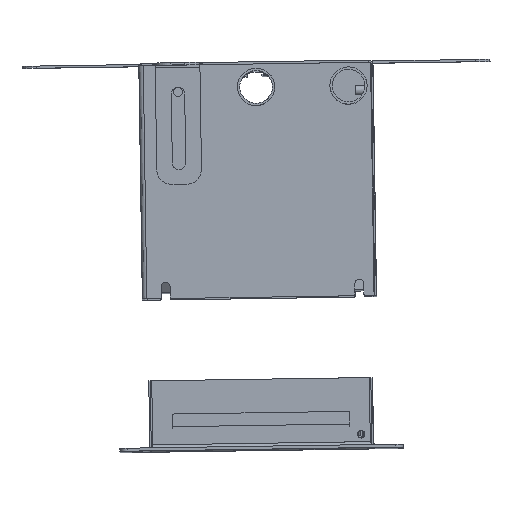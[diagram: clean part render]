
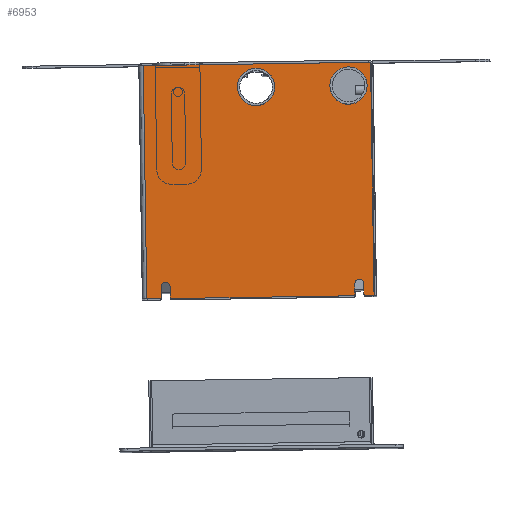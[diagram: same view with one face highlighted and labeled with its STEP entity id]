
A CAD part, top view. The second image highlights one B-rep face of the part: STEP entity #6953.
In plain terms, the highlighted face is planar.
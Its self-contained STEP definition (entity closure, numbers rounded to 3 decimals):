
#178=FACE_BOUND('',#1187,.T.);
#179=FACE_BOUND('',#1188,.T.);
#444=CIRCLE('',#7873,1.5);
#446=CIRCLE('',#7877,1.);
#447=CIRCLE('',#7878,3.);
#448=CIRCLE('',#7879,1.);
#449=CIRCLE('',#7880,1.);
#450=CIRCLE('',#7881,3.);
#451=CIRCLE('',#7882,1.);
#452=CIRCLE('',#7883,11.);
#453=CIRCLE('',#7884,11.);
#761=FACE_OUTER_BOUND('',#1186,.T.);
#1186=EDGE_LOOP('',(#5141,#5142,#5143,#5144,#5145,#5146,#5147,#5148,#5149,
#5150,#5151,#5152,#5153,#5154,#5155,#5156,#5157));
#1187=EDGE_LOOP('',(#5158));
#1188=EDGE_LOOP('',(#5159));
#1710=LINE('',#11245,#2418);
#1713=LINE('',#11251,#2421);
#1714=LINE('',#11253,#2422);
#1715=LINE('',#11255,#2423);
#1716=LINE('',#11259,#2424);
#1717=LINE('',#11263,#2425);
#1718=LINE('',#11267,#2426);
#1719=LINE('',#11271,#2427);
#1720=LINE('',#11275,#2428);
#1721=LINE('',#11278,#2429);
#2418=VECTOR('',#9031,10.);
#2421=VECTOR('',#9036,10.);
#2422=VECTOR('',#9037,10.);
#2423=VECTOR('',#9038,1.912);
#2424=VECTOR('',#9041,10.);
#2425=VECTOR('',#9044,10.);
#2426=VECTOR('',#9047,1.912);
#2427=VECTOR('',#9050,10.);
#2428=VECTOR('',#9053,10.);
#2429=VECTOR('',#9056,1.912);
#3120=VERTEX_POINT('',#11235);
#3121=VERTEX_POINT('',#11236);
#3124=VERTEX_POINT('',#11244);
#3126=VERTEX_POINT('',#11250);
#3127=VERTEX_POINT('',#11252);
#3128=VERTEX_POINT('',#11254);
#3129=VERTEX_POINT('',#11256);
#3130=VERTEX_POINT('',#11258);
#3131=VERTEX_POINT('',#11260);
#3132=VERTEX_POINT('',#11262);
#3133=VERTEX_POINT('',#11264);
#3134=VERTEX_POINT('',#11266);
#3135=VERTEX_POINT('',#11268);
#3136=VERTEX_POINT('',#11270);
#3137=VERTEX_POINT('',#11272);
#3138=VERTEX_POINT('',#11274);
#3139=VERTEX_POINT('',#11276);
#3140=VERTEX_POINT('',#11279);
#3141=VERTEX_POINT('',#11281);
#3855=EDGE_CURVE('',#3120,#3121,#444,.T.);
#3859=EDGE_CURVE('',#3121,#3124,#1710,.T.);
#3862=EDGE_CURVE('',#3126,#3120,#1713,.T.);
#3863=EDGE_CURVE('',#3126,#3127,#1714,.T.);
#3864=EDGE_CURVE('',#3128,#3127,#1715,.T.);
#3865=EDGE_CURVE('',#3129,#3128,#446,.T.);
#3866=EDGE_CURVE('',#3129,#3130,#1716,.T.);
#3867=EDGE_CURVE('',#3130,#3131,#447,.T.);
#3868=EDGE_CURVE('',#3131,#3132,#1717,.T.);
#3869=EDGE_CURVE('',#3133,#3132,#448,.T.);
#3870=EDGE_CURVE('',#3134,#3133,#1718,.T.);
#3871=EDGE_CURVE('',#3135,#3134,#449,.T.);
#3872=EDGE_CURVE('',#3135,#3136,#1719,.T.);
#3873=EDGE_CURVE('',#3136,#3137,#450,.T.);
#3874=EDGE_CURVE('',#3137,#3138,#1720,.T.);
#3875=EDGE_CURVE('',#3139,#3138,#451,.T.);
#3876=EDGE_CURVE('',#3124,#3139,#1721,.T.);
#3877=EDGE_CURVE('',#3140,#3140,#452,.T.);
#3878=EDGE_CURVE('',#3141,#3141,#453,.T.);
#5141=ORIENTED_EDGE('',*,*,#3855,.F.);
#5142=ORIENTED_EDGE('',*,*,#3862,.F.);
#5143=ORIENTED_EDGE('',*,*,#3863,.T.);
#5144=ORIENTED_EDGE('',*,*,#3864,.F.);
#5145=ORIENTED_EDGE('',*,*,#3865,.F.);
#5146=ORIENTED_EDGE('',*,*,#3866,.T.);
#5147=ORIENTED_EDGE('',*,*,#3867,.T.);
#5148=ORIENTED_EDGE('',*,*,#3868,.T.);
#5149=ORIENTED_EDGE('',*,*,#3869,.F.);
#5150=ORIENTED_EDGE('',*,*,#3870,.F.);
#5151=ORIENTED_EDGE('',*,*,#3871,.F.);
#5152=ORIENTED_EDGE('',*,*,#3872,.T.);
#5153=ORIENTED_EDGE('',*,*,#3873,.T.);
#5154=ORIENTED_EDGE('',*,*,#3874,.T.);
#5155=ORIENTED_EDGE('',*,*,#3875,.F.);
#5156=ORIENTED_EDGE('',*,*,#3876,.F.);
#5157=ORIENTED_EDGE('',*,*,#3859,.F.);
#5158=ORIENTED_EDGE('',*,*,#3877,.T.);
#5159=ORIENTED_EDGE('',*,*,#3878,.T.);
#6646=PLANE('',#7876);
#6953=ADVANCED_FACE('',(#761,#178,#179),#6646,.F.);
#7873=AXIS2_PLACEMENT_3D('',#11237,#9023,#9024);
#7876=AXIS2_PLACEMENT_3D('',#11249,#9034,#9035);
#7877=AXIS2_PLACEMENT_3D('',#11257,#9039,#9040);
#7878=AXIS2_PLACEMENT_3D('',#11261,#9042,#9043);
#7879=AXIS2_PLACEMENT_3D('',#11265,#9045,#9046);
#7880=AXIS2_PLACEMENT_3D('',#11269,#9048,#9049);
#7881=AXIS2_PLACEMENT_3D('',#11273,#9051,#9052);
#7882=AXIS2_PLACEMENT_3D('',#11277,#9054,#9055);
#7883=AXIS2_PLACEMENT_3D('',#11280,#9057,#9058);
#7884=AXIS2_PLACEMENT_3D('',#11282,#9059,#9060);
#9023=DIRECTION('center_axis',(-1.,0.,0.));
#9024=DIRECTION('ref_axis',(0.,-0.707,0.707));
#9031=DIRECTION('',(0.,1.,0.));
#9034=DIRECTION('center_axis',(-1.,0.,0.));
#9035=DIRECTION('ref_axis',(0.,0.,1.));
#9036=DIRECTION('',(0.,0.,1.));
#9037=DIRECTION('',(0.,1.,0.));
#9038=DIRECTION('',(0.,0.,-1.));
#9039=DIRECTION('center_axis',(-1.,0.,0.));
#9040=DIRECTION('ref_axis',(0.,0.707,0.707));
#9041=DIRECTION('',(0.,-1.,0.));
#9042=DIRECTION('center_axis',(-1.,0.,0.));
#9043=DIRECTION('ref_axis',(0.,0.,-1.));
#9044=DIRECTION('',(0.,1.,0.));
#9045=DIRECTION('center_axis',(-1.,0.,0.));
#9046=DIRECTION('ref_axis',(0.,0.707,-0.707));
#9047=DIRECTION('',(0.,0.,-1.));
#9048=DIRECTION('center_axis',(-1.,0.,0.));
#9049=DIRECTION('ref_axis',(0.,0.707,0.707));
#9050=DIRECTION('',(0.,-1.,0.));
#9051=DIRECTION('center_axis',(-1.,0.,0.));
#9052=DIRECTION('ref_axis',(0.,0.,-1.));
#9053=DIRECTION('',(0.,1.,0.));
#9054=DIRECTION('center_axis',(-1.,0.,0.));
#9055=DIRECTION('ref_axis',(0.,0.707,-0.707));
#9056=DIRECTION('',(0.,0.,-1.));
#9057=DIRECTION('center_axis',(-1.,0.,0.));
#9058=DIRECTION('ref_axis',(0.,0.,1.));
#9059=DIRECTION('center_axis',(-1.,0.,0.));
#9060=DIRECTION('ref_axis',(0.,0.,1.));
#11235=CARTESIAN_POINT('',(242.,-78.25,154.5));
#11236=CARTESIAN_POINT('',(242.,-76.75,156.));
#11237=CARTESIAN_POINT('Origin',(242.,-76.75,154.5));
#11244=CARTESIAN_POINT('',(242.,78.25,156.));
#11245=CARTESIAN_POINT('',(242.,-78.25,156.));
#11249=CARTESIAN_POINT('Origin',(242.,0.,77.998));
#11250=CARTESIAN_POINT('',(242.,-78.25,3.));
#11251=CARTESIAN_POINT('',(242.,-78.25,3.));
#11252=CARTESIAN_POINT('',(242.,78.25,3.));
#11253=CARTESIAN_POINT('',(242.,0.,3.));
#11254=CARTESIAN_POINT('',(242.,78.25,11.75));
#11255=CARTESIAN_POINT('',(242.,78.25,-3.008));
#11256=CARTESIAN_POINT('',(242.,77.25,12.75));
#11257=CARTESIAN_POINT('Origin',(242.,77.25,11.75));
#11258=CARTESIAN_POINT('',(242.,70.25,12.75));
#11259=CARTESIAN_POINT('',(242.,39.125,12.75));
#11260=CARTESIAN_POINT('',(242.,70.25,18.75));
#11261=CARTESIAN_POINT('Origin',(242.,70.25,15.75));
#11262=CARTESIAN_POINT('',(242.,77.25,18.75));
#11263=CARTESIAN_POINT('',(242.,35.125,18.75));
#11264=CARTESIAN_POINT('',(242.,78.25,19.75));
#11265=CARTESIAN_POINT('Origin',(242.,77.25,19.75));
#11266=CARTESIAN_POINT('',(242.,78.25,141.75));
#11267=CARTESIAN_POINT('',(242.,78.25,-3.008));
#11268=CARTESIAN_POINT('',(242.,77.25,142.75));
#11269=CARTESIAN_POINT('Origin',(242.,77.25,141.75));
#11270=CARTESIAN_POINT('',(242.,70.25,142.75));
#11271=CARTESIAN_POINT('',(242.,39.125,142.75));
#11272=CARTESIAN_POINT('',(242.,70.25,148.75));
#11273=CARTESIAN_POINT('Origin',(242.,70.25,145.75));
#11274=CARTESIAN_POINT('',(242.,77.25,148.75));
#11275=CARTESIAN_POINT('',(242.,35.125,148.75));
#11276=CARTESIAN_POINT('',(242.,78.25,149.75));
#11277=CARTESIAN_POINT('Origin',(242.,77.25,149.75));
#11278=CARTESIAN_POINT('',(242.,78.25,-3.008));
#11279=CARTESIAN_POINT('',(242.,-62.75,67.5));
#11280=CARTESIAN_POINT('Origin',(242.,-62.75,78.5));
#11281=CARTESIAN_POINT('',(242.,-62.75,129.5));
#11282=CARTESIAN_POINT('Origin',(242.,-62.75,140.5));
